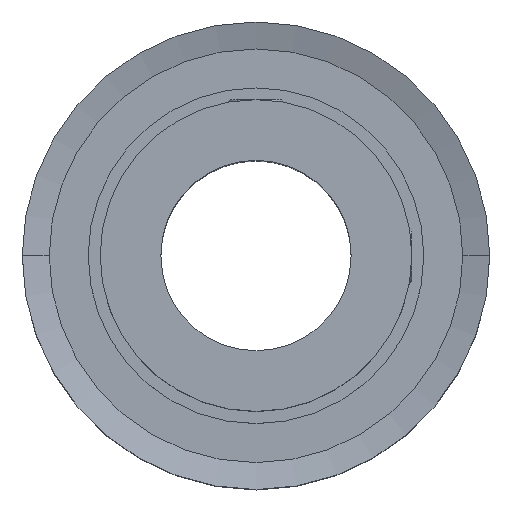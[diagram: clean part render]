
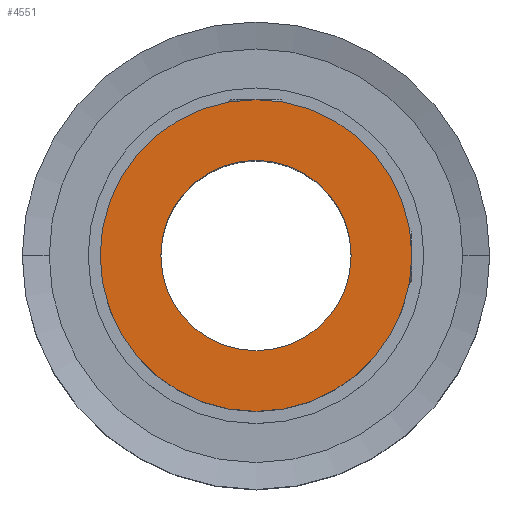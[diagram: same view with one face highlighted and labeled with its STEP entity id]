
A CAD part, top view. The second image highlights one B-rep face of the part: STEP entity #4551.
In plain terms, the highlighted planar face has unit normal (0, 0, 1).
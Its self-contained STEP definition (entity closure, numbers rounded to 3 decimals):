
#448 = DIRECTION ( 'NONE',  ( 0., 0., 1. ) ) ;
#704 = EDGE_CURVE ( 'NONE', #2231, #2236, #4566, .T. ) ;
#988 = CARTESIAN_POINT ( 'NONE',  ( 0., 0., 34. ) ) ;
#1455 = AXIS2_PLACEMENT_3D ( 'NONE', #3269, #1778, #2304 ) ;
#1600 = VERTEX_POINT ( 'NONE', #2973 ) ;
#1778 = DIRECTION ( 'NONE',  ( 0., 0., 1. ) ) ;
#1801 = AXIS2_PLACEMENT_3D ( 'NONE', #3857, #3827, #3252 ) ;
#1852 = DIRECTION ( 'NONE',  ( 0., 0., 1. ) ) ;
#1973 = CIRCLE ( 'NONE', #1455, 7.938 ) ;
#2231 = VERTEX_POINT ( 'NONE', #2756 ) ;
#2236 = VERTEX_POINT ( 'NONE', #6295 ) ;
#2294 = CIRCLE ( 'NONE', #2701, 13. ) ;
#2304 = DIRECTION ( 'NONE',  ( 1., 0., 0. ) ) ;
#2701 = AXIS2_PLACEMENT_3D ( 'NONE', #6259, #1852, #3820 ) ;
#2756 = CARTESIAN_POINT ( 'NONE',  ( 7.938, 0., 34. ) ) ;
#2886 = DIRECTION ( 'NONE',  ( 1., 0., 0. ) ) ;
#2955 = PLANE ( 'NONE',  #3420 ) ;
#2973 = CARTESIAN_POINT ( 'NONE',  ( -13., 0., 34. ) ) ;
#3068 = ORIENTED_EDGE ( 'NONE', *, *, #4838, .F. ) ;
#3252 = DIRECTION ( 'NONE',  ( 1., 0., 0. ) ) ;
#3269 = CARTESIAN_POINT ( 'NONE',  ( 0., 0., 34. ) ) ;
#3399 = EDGE_CURVE ( 'NONE', #5474, #1600, #2294, .T. ) ;
#3420 = AXIS2_PLACEMENT_3D ( 'NONE', #5836, #5318, #2886 ) ;
#3488 = CARTESIAN_POINT ( 'NONE',  ( 13., 0., 34. ) ) ;
#3820 = DIRECTION ( 'NONE',  ( 1., 0., 0. ) ) ;
#3827 = DIRECTION ( 'NONE',  ( 0., 0., 1. ) ) ;
#3857 = CARTESIAN_POINT ( 'NONE',  ( 0., 0., 34. ) ) ;
#4551 = ADVANCED_FACE ( 'NONE', ( #5867, #5409 ), #2955, .T. ) ;
#4566 = CIRCLE ( 'NONE', #1801, 7.938 ) ;
#4601 = ORIENTED_EDGE ( 'NONE', *, *, #704, .F. ) ;
#4608 = EDGE_CURVE ( 'NONE', #1600, #5474, #5032, .T. ) ;
#4838 = EDGE_CURVE ( 'NONE', #2236, #2231, #1973, .T. ) ;
#4935 = ORIENTED_EDGE ( 'NONE', *, *, #4608, .T. ) ;
#5032 = CIRCLE ( 'NONE', #5243, 13. ) ;
#5240 = ORIENTED_EDGE ( 'NONE', *, *, #3399, .T. ) ;
#5243 = AXIS2_PLACEMENT_3D ( 'NONE', #988, #448, #6256 ) ;
#5318 = DIRECTION ( 'NONE',  ( 0., 0., 1. ) ) ;
#5409 = FACE_OUTER_BOUND ( 'NONE', #6205, .T. ) ;
#5474 = VERTEX_POINT ( 'NONE', #3488 ) ;
#5655 = EDGE_LOOP ( 'NONE', ( #4601, #3068 ) ) ;
#5836 = CARTESIAN_POINT ( 'NONE',  ( 0., 0., 34. ) ) ;
#5867 = FACE_BOUND ( 'NONE', #5655, .T. ) ;
#6205 = EDGE_LOOP ( 'NONE', ( #4935, #5240 ) ) ;
#6256 = DIRECTION ( 'NONE',  ( 1., 0., 0. ) ) ;
#6259 = CARTESIAN_POINT ( 'NONE',  ( 0., 0., 34. ) ) ;
#6295 = CARTESIAN_POINT ( 'NONE',  ( -7.938, 0., 34. ) ) ;
